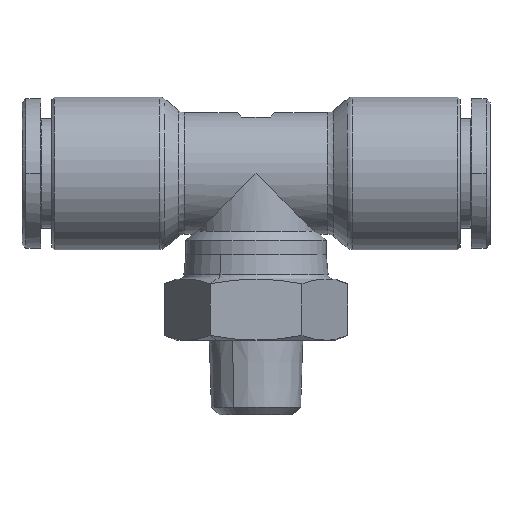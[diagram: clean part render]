
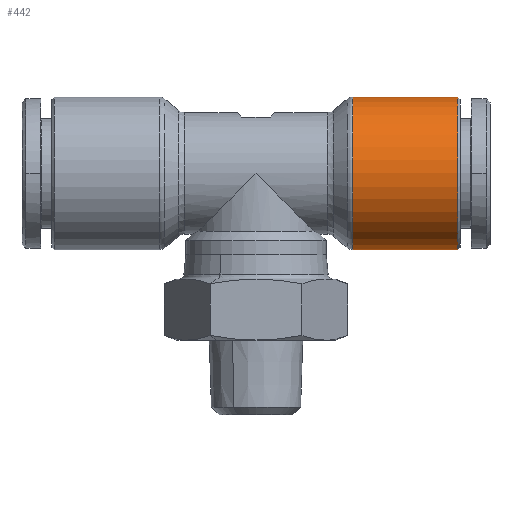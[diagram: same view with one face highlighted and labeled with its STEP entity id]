
A CAD part, front view. The second image highlights one B-rep face of the part: STEP entity #442.
In plain terms, the highlighted cylindrical face has radius 8.15 mm (diameter 16.3 mm), a partial arc.
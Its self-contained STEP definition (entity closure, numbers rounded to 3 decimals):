
#401=CARTESIAN_POINT('',(5.767,0.,0.));
#402=DIRECTION('',(1.0,0.0,0.0));
#403=DIRECTION('',(0.0,0.0,1.0));
#404=AXIS2_PLACEMENT_3D('',#401,#402,#403);
#405=CYLINDRICAL_SURFACE('',#404,8.15);
#406=CARTESIAN_POINT('',(1.126,0.,8.15));
#407=VERTEX_POINT('',#406);
#408=CARTESIAN_POINT('',(12.317,0.,8.15));
#409=VERTEX_POINT('',#408);
#410=CARTESIAN_POINT('',(1.126,0.,8.15));
#411=DIRECTION('',(1.0,0.0,0.0));
#412=VECTOR('',#411,11.191);
#413=LINE('',#410,#412);
#414=EDGE_CURVE('',#407,#409,#413,.T.);
#415=ORIENTED_EDGE('',*,*,#414,.F.);
#416=CARTESIAN_POINT('',(1.126,0.,-8.15));
#417=VERTEX_POINT('',#416);
#418=CARTESIAN_POINT('',(1.126,0.,0.));
#419=DIRECTION('',(-1.0,0.0,0.0));
#420=DIRECTION('',(0.0,0.0,-1.0));
#421=AXIS2_PLACEMENT_3D('',#418,#419,#420);
#422=CIRCLE('',#421,8.15);
#423=EDGE_CURVE('',#417,#407,#422,.T.);
#424=ORIENTED_EDGE('',*,*,#423,.F.);
#425=CARTESIAN_POINT('',(12.317,0.,-8.15));
#426=VERTEX_POINT('',#425);
#427=CARTESIAN_POINT('',(12.317,0.,-8.15));
#428=DIRECTION('',(-1.0,0.0,0.0));
#429=VECTOR('',#428,11.191);
#430=LINE('',#427,#429);
#431=EDGE_CURVE('',#426,#417,#430,.T.);
#432=ORIENTED_EDGE('',*,*,#431,.F.);
#433=CARTESIAN_POINT('',(12.317,0.,0.));
#434=DIRECTION('',(1.0,0.0,0.0));
#435=DIRECTION('',(0.0,0.0,1.0));
#436=AXIS2_PLACEMENT_3D('',#433,#434,#435);
#437=CIRCLE('',#436,8.15);
#438=EDGE_CURVE('',#409,#426,#437,.T.);
#439=ORIENTED_EDGE('',*,*,#438,.F.);
#440=EDGE_LOOP('',(#415,#424,#432,#439));
#441=FACE_OUTER_BOUND('',#440,.T.);
#442=ADVANCED_FACE('',(#441),#405,.T.);
